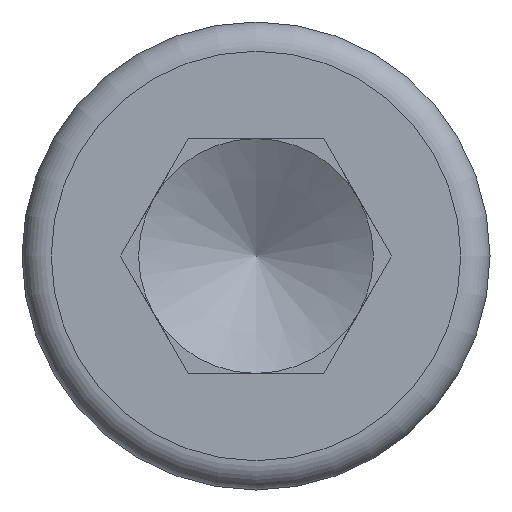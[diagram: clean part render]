
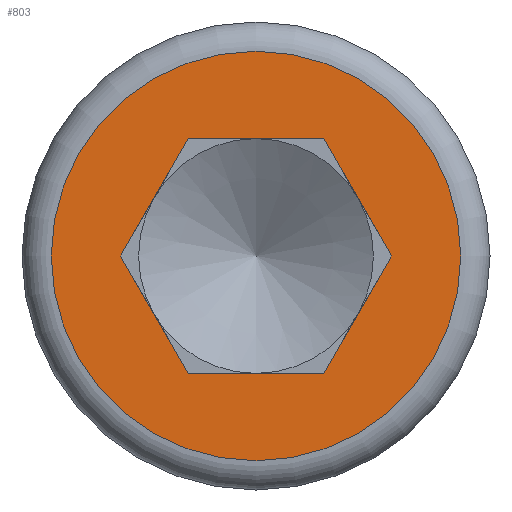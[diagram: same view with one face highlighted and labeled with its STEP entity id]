
A CAD part, left-side view. The second image highlights one B-rep face of the part: STEP entity #803.
In plain terms, the highlighted planar face has unit normal (-1, 0, 0).
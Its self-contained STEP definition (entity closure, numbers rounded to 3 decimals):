
#91 = AXIS2_PLACEMENT_3D ( 'NONE', #2488, #2063, #2503 ) ;
#129 = CARTESIAN_POINT ( 'NONE',  ( 0., -2.317, 4.013 ) ) ;
#156 = LINE ( 'NONE', #791, #1740 ) ;
#198 = ORIENTED_EDGE ( 'NONE', *, *, #2524, .F. ) ;
#231 = LINE ( 'NONE', #1555, #678 ) ;
#236 = EDGE_LOOP ( 'NONE', ( #466, #2261, #2129, #1259, #198, #1857 ) ) ;
#251 = VERTEX_POINT ( 'NONE', #330 ) ;
#269 = VECTOR ( 'NONE', #2092, 1000. ) ;
#305 = ORIENTED_EDGE ( 'NONE', *, *, #2476, .T. ) ;
#330 = CARTESIAN_POINT ( 'NONE',  ( 0., 2.317, -4.013 ) ) ;
#442 = AXIS2_PLACEMENT_3D ( 'NONE', #1850, #2727, #777 ) ;
#466 = ORIENTED_EDGE ( 'NONE', *, *, #2410, .T. ) ;
#522 = VERTEX_POINT ( 'NONE', #971 ) ;
#598 = PLANE ( 'NONE',  #442 ) ;
#600 = CARTESIAN_POINT ( 'NONE',  ( 0., -4.633, 0. ) ) ;
#678 = VECTOR ( 'NONE', #1146, 1000. ) ;
#772 = LINE ( 'NONE', #2469, #1694 ) ;
#777 = DIRECTION ( 'NONE',  ( 0., 0., 1. ) ) ;
#791 = CARTESIAN_POINT ( 'NONE',  ( 0., -4.633, 0. ) ) ;
#803 = ADVANCED_FACE ( 'NONE', ( #1650, #808 ), #598, .T. ) ;
#808 = FACE_OUTER_BOUND ( 'NONE', #1105, .T. ) ;
#921 = CARTESIAN_POINT ( 'NONE',  ( 0., 4.633, 0. ) ) ;
#940 = CARTESIAN_POINT ( 'NONE',  ( 0., 0., 7. ) ) ;
#956 = VERTEX_POINT ( 'NONE', #940 ) ;
#971 = CARTESIAN_POINT ( 'NONE',  ( 0., -2.317, -4.013 ) ) ;
#1005 = CARTESIAN_POINT ( 'NONE',  ( 0., -2.317, 4.013 ) ) ;
#1022 = VERTEX_POINT ( 'NONE', #1473 ) ;
#1105 = EDGE_LOOP ( 'NONE', ( #305 ) ) ;
#1146 = DIRECTION ( 'NONE',  ( 0., -0.5, -0.866 ) ) ;
#1173 = DIRECTION ( 'NONE',  ( 0., 1., 0. ) ) ;
#1259 = ORIENTED_EDGE ( 'NONE', *, *, #1462, .T. ) ;
#1462 = EDGE_CURVE ( 'NONE', #1508, #522, #156, .T. ) ;
#1473 = CARTESIAN_POINT ( 'NONE',  ( 0., 2.317, 4.012 ) ) ;
#1508 = VERTEX_POINT ( 'NONE', #600 ) ;
#1555 = CARTESIAN_POINT ( 'NONE',  ( 0., 4.633, 0. ) ) ;
#1572 = LINE ( 'NONE', #921, #2806 ) ;
#1605 = EDGE_CURVE ( 'NONE', #2085, #1508, #772, .T. ) ;
#1650 = FACE_BOUND ( 'NONE', #236, .T. ) ;
#1694 = VECTOR ( 'NONE', #2721, 1000. ) ;
#1740 = VECTOR ( 'NONE', #2075, 1000. ) ;
#1761 = CIRCLE ( 'NONE', #91, 7. ) ;
#1840 = CARTESIAN_POINT ( 'NONE',  ( 0., 2.317, -4.013 ) ) ;
#1846 = VECTOR ( 'NONE', #1173, 1000. ) ;
#1850 = CARTESIAN_POINT ( 'NONE',  ( 0., 0., 0. ) ) ;
#1857 = ORIENTED_EDGE ( 'NONE', *, *, #2777, .F. ) ;
#2063 = DIRECTION ( 'NONE',  ( -1., 0., 0. ) ) ;
#2075 = DIRECTION ( 'NONE',  ( 0., 0.5, -0.866 ) ) ;
#2085 = VERTEX_POINT ( 'NONE', #1005 ) ;
#2092 = DIRECTION ( 'NONE',  ( 0., -1., 0. ) ) ;
#2129 = ORIENTED_EDGE ( 'NONE', *, *, #1605, .T. ) ;
#2153 = VERTEX_POINT ( 'NONE', #2534 ) ;
#2261 = ORIENTED_EDGE ( 'NONE', *, *, #2522, .F. ) ;
#2410 = EDGE_CURVE ( 'NONE', #2153, #1022, #1572, .T. ) ;
#2469 = CARTESIAN_POINT ( 'NONE',  ( 0., -2.317, 4.013 ) ) ;
#2476 = EDGE_CURVE ( 'NONE', #956, #956, #1761, .T. ) ;
#2488 = CARTESIAN_POINT ( 'NONE',  ( 0., 0., 0. ) ) ;
#2503 = DIRECTION ( 'NONE',  ( 0., 0., 1. ) ) ;
#2522 = EDGE_CURVE ( 'NONE', #2085, #1022, #2729, .T. ) ;
#2524 = EDGE_CURVE ( 'NONE', #251, #522, #2688, .T. ) ;
#2534 = CARTESIAN_POINT ( 'NONE',  ( 0., 4.633, 0. ) ) ;
#2645 = DIRECTION ( 'NONE',  ( 0., -0.5, 0.866 ) ) ;
#2688 = LINE ( 'NONE', #1840, #269 ) ;
#2721 = DIRECTION ( 'NONE',  ( 0., -0.5, -0.866 ) ) ;
#2727 = DIRECTION ( 'NONE',  ( -1., 0., 0. ) ) ;
#2729 = LINE ( 'NONE', #129, #1846 ) ;
#2777 = EDGE_CURVE ( 'NONE', #2153, #251, #231, .T. ) ;
#2806 = VECTOR ( 'NONE', #2645, 1000. ) ;
